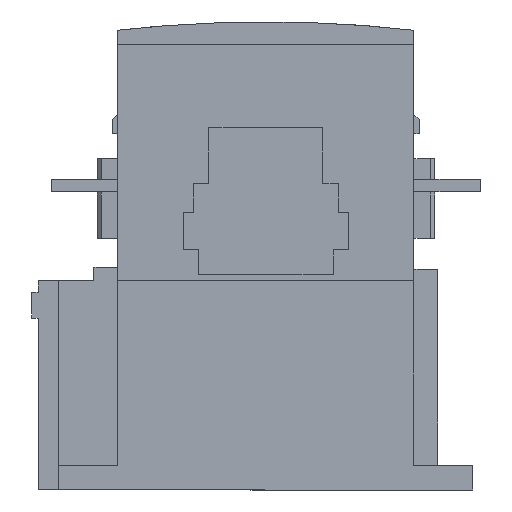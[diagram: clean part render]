
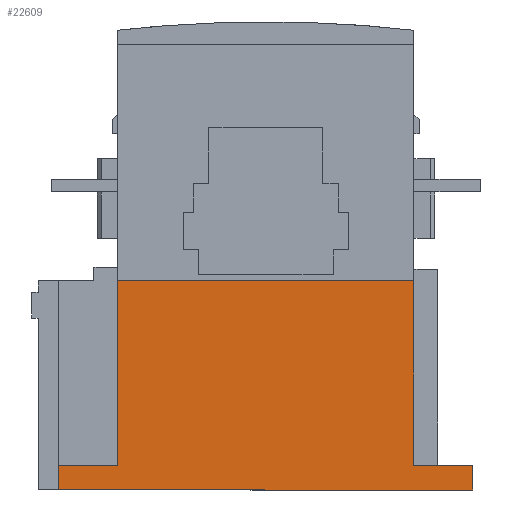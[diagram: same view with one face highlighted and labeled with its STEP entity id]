
A CAD part, left-side view. The second image highlights one B-rep face of the part: STEP entity #22609.
In plain terms, the highlighted planar face has unit normal (-1, 0, 0).
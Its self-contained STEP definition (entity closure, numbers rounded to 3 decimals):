
#69 = VERTEX_POINT ( 'NONE', #1051 ) ;
#77 = VERTEX_POINT ( 'NONE', #1094 ) ;
#90 = EDGE_CURVE ( 'NONE', #69, #77, #1074, .T. ) ;
#214 = EDGE_CURVE ( 'NONE', #241, #227, #1365, .T. ) ;
#227 = VERTEX_POINT ( 'NONE', #1402 ) ;
#241 = VERTEX_POINT ( 'NONE', #1387 ) ;
#546 = EDGE_CURVE ( 'NONE', #614, #241, #2157, .T. ) ;
#590 = EDGE_CURVE ( 'NONE', #659, #614, #2251, .T. ) ;
#614 = VERTEX_POINT ( 'NONE', #2327 ) ;
#659 = VERTEX_POINT ( 'NONE', #2473 ) ;
#1051 = CARTESIAN_POINT ( 'NONE',  ( -80., -71.5, 12. ) ) ;
#1071 = DIRECTION ( 'NONE',  ( 0., 0., 1. ) ) ;
#1072 = VECTOR ( 'NONE', #1071, 1000. ) ;
#1073 = CARTESIAN_POINT ( 'NONE',  ( -80., -71.5, 222. ) ) ;
#1074 = LINE ( 'NONE', #1073, #1072 ) ;
#1094 = CARTESIAN_POINT ( 'NONE',  ( -80., -71.5, 101. ) ) ;
#1362 = DIRECTION ( 'NONE',  ( 0., 0., 1. ) ) ;
#1363 = VECTOR ( 'NONE', #1362, 1000. ) ;
#1364 = CARTESIAN_POINT ( 'NONE',  ( -80., 71.5, 222. ) ) ;
#1365 = LINE ( 'NONE', #1364, #1363 ) ;
#1387 = CARTESIAN_POINT ( 'NONE',  ( -80., 71.5, 12. ) ) ;
#1402 = CARTESIAN_POINT ( 'NONE',  ( -80., 71.5, 101. ) ) ;
#2156 = CARTESIAN_POINT ( 'NONE',  ( -80., 100., 12. ) ) ;
#2157 = LINE ( 'NONE', #2156, #2214 ) ;
#2213 = DIRECTION ( 'NONE',  ( 0., -1., 0. ) ) ;
#2214 = VECTOR ( 'NONE', #2213, 1000. ) ;
#2248 = DIRECTION ( 'NONE',  ( 0., 0., 1. ) ) ;
#2249 = VECTOR ( 'NONE', #2248, 1000. ) ;
#2250 = CARTESIAN_POINT ( 'NONE',  ( -80., 100., 12. ) ) ;
#2251 = LINE ( 'NONE', #2250, #2249 ) ;
#2327 = CARTESIAN_POINT ( 'NONE',  ( -80., 100., 12. ) ) ;
#2473 = CARTESIAN_POINT ( 'NONE',  ( -80., 100., 0. ) ) ;
#19814 = EDGE_CURVE ( 'NONE', #19993, #659, #21675, .T. ) ;
#19993 = VERTEX_POINT ( 'NONE', #21781 ) ;
#21672 = DIRECTION ( 'NONE',  ( 0., 1., 0. ) ) ;
#21673 = VECTOR ( 'NONE', #21672, 1000. ) ;
#21674 = CARTESIAN_POINT ( 'NONE',  ( -80., 100., 0. ) ) ;
#21675 = LINE ( 'NONE', #21674, #21673 ) ;
#21781 = CARTESIAN_POINT ( 'NONE',  ( -80., -100., 0. ) ) ;
#22486 = ORIENTED_EDGE ( 'NONE', *, *, #22940, .F. ) ;
#22499 = EDGE_LOOP ( 'NONE', ( #22486, #22910, #22534, #22525, #22754, #22820, #22917, #22796 ) ) ;
#22525 = ORIENTED_EDGE ( 'NONE', *, *, #590, .F. ) ;
#22534 = ORIENTED_EDGE ( 'NONE', *, *, #546, .F. ) ;
#22609 = ADVANCED_FACE ( 'NONE', ( #22804 ), #22848, .T. ) ;
#22751 = EDGE_CURVE ( 'NONE', #19993, #25032, #22831, .T. ) ;
#22754 = ORIENTED_EDGE ( 'NONE', *, *, #19814, .F. ) ;
#22796 = ORIENTED_EDGE ( 'NONE', *, *, #90, .T. ) ;
#22804 = FACE_OUTER_BOUND ( 'NONE', #22499, .T. ) ;
#22820 = ORIENTED_EDGE ( 'NONE', *, *, #22751, .T. ) ;
#22828 = DIRECTION ( 'NONE',  ( 0., 0., 1. ) ) ;
#22829 = VECTOR ( 'NONE', #22828, 1000. ) ;
#22830 = CARTESIAN_POINT ( 'NONE',  ( -80., -100., 12. ) ) ;
#22831 = LINE ( 'NONE', #22830, #22829 ) ;
#22843 = DIRECTION ( 'NONE',  ( 0., 0., 1. ) ) ;
#22844 = DIRECTION ( 'NONE',  ( -1., 0., 0. ) ) ;
#22845 = CARTESIAN_POINT ( 'NONE',  ( -80., 1.484, -388.498 ) ) ;
#22847 = AXIS2_PLACEMENT_3D ( 'NONE', #22845, #22844, #22843 ) ;
#22848 = PLANE ( 'NONE',  #22847 ) ;
#22882 = DIRECTION ( 'NONE',  ( 0., -1., 0. ) ) ;
#22883 = VECTOR ( 'NONE', #22882, 1000. ) ;
#22884 = CARTESIAN_POINT ( 'NONE',  ( -80., 1.484, 101. ) ) ;
#22885 = LINE ( 'NONE', #22884, #22883 ) ;
#22910 = ORIENTED_EDGE ( 'NONE', *, *, #214, .F. ) ;
#22917 = ORIENTED_EDGE ( 'NONE', *, *, #25201, .T. ) ;
#22940 = EDGE_CURVE ( 'NONE', #227, #77, #22885, .T. ) ;
#23560 = CARTESIAN_POINT ( 'NONE',  ( -80., -100., 12. ) ) ;
#23576 = DIRECTION ( 'NONE',  ( 0., 1., 0. ) ) ;
#23577 = VECTOR ( 'NONE', #23576, 1000. ) ;
#23578 = CARTESIAN_POINT ( 'NONE',  ( -80., -100., 12. ) ) ;
#23579 = LINE ( 'NONE', #23578, #23577 ) ;
#25032 = VERTEX_POINT ( 'NONE', #23560 ) ;
#25201 = EDGE_CURVE ( 'NONE', #25032, #69, #23579, .T. ) ;
